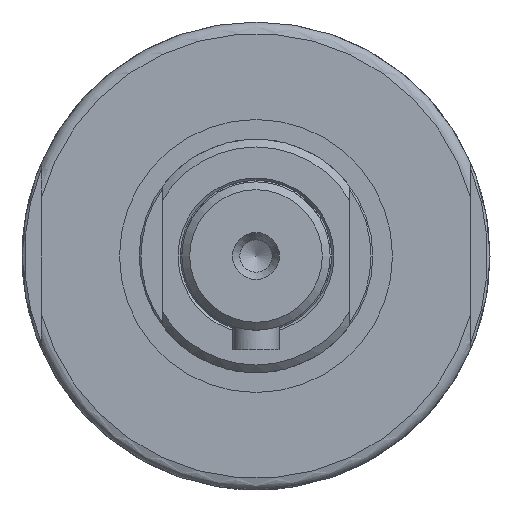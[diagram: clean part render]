
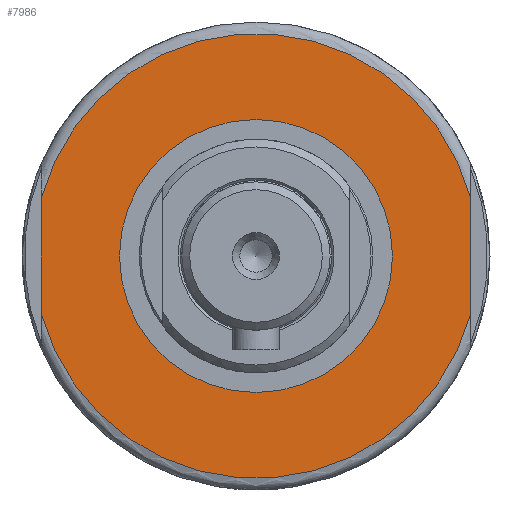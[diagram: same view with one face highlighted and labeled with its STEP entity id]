
A CAD part, left-side view. The second image highlights one B-rep face of the part: STEP entity #7986.
In plain terms, the highlighted planar face has unit normal (-1, 0, 0).
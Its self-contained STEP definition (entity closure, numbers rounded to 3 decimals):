
#146=FACE_BOUND('',#2580,.T.);
#779=LINE('',#13452,#1258);
#780=LINE('',#13453,#1259);
#1258=VECTOR('',#10984,10.);
#1259=VECTOR('',#10985,10.);
#2072=FACE_OUTER_BOUND('',#2579,.T.);
#2579=EDGE_LOOP('',(#6478,#6479,#6480,#6481));
#2580=EDGE_LOOP('',(#6482,#6483));
#3196=CIRCLE('',#8962,17.5);
#3197=CIRCLE('',#8963,17.5);
#3207=CIRCLE('',#8976,28.5);
#3210=CIRCLE('',#8980,28.5);
#3770=VERTEX_POINT('',#13354);
#3771=VERTEX_POINT('',#13356);
#3782=VERTEX_POINT('',#13383);
#3783=VERTEX_POINT('',#13398);
#3785=VERTEX_POINT('',#13417);
#3788=VERTEX_POINT('',#13435);
#4719=EDGE_CURVE('',#3771,#3770,#3196,.T.);
#4720=EDGE_CURVE('',#3770,#3771,#3197,.T.);
#4733=EDGE_CURVE('',#3782,#3783,#3207,.T.);
#4739=EDGE_CURVE('',#3788,#3785,#3210,.T.);
#4740=EDGE_CURVE('',#3782,#3785,#779,.T.);
#4741=EDGE_CURVE('',#3788,#3783,#780,.T.);
#6478=ORIENTED_EDGE('',*,*,#4740,.T.);
#6479=ORIENTED_EDGE('',*,*,#4739,.F.);
#6480=ORIENTED_EDGE('',*,*,#4741,.T.);
#6481=ORIENTED_EDGE('',*,*,#4733,.F.);
#6482=ORIENTED_EDGE('',*,*,#4719,.T.);
#6483=ORIENTED_EDGE('',*,*,#4720,.T.);
#7559=PLANE('',#8981);
#7986=ADVANCED_FACE('',(#2072,#146),#7559,.T.);
#8962=AXIS2_PLACEMENT_3D('',#13357,#10942,#10943);
#8963=AXIS2_PLACEMENT_3D('',#13358,#10944,#10945);
#8976=AXIS2_PLACEMENT_3D('',#13399,#10972,#10973);
#8980=AXIS2_PLACEMENT_3D('',#13450,#10980,#10981);
#8981=AXIS2_PLACEMENT_3D('',#13451,#10982,#10983);
#10942=DIRECTION('center_axis',(1.,0.,0.));
#10943=DIRECTION('ref_axis',(0.,0.,
1.));
#10944=DIRECTION('center_axis',(1.,0.,0.));
#10945=DIRECTION('ref_axis',(0.,0.,
1.));
#10972=DIRECTION('center_axis',(1.,0.,0.));
#10973=DIRECTION('ref_axis',(0.,0.,
1.));
#10980=DIRECTION('center_axis',(1.,0.,0.));
#10981=DIRECTION('ref_axis',(0.,0.,
1.));
#10982=DIRECTION('center_axis',(-1.,0.,0.));
#10983=DIRECTION('ref_axis',(0.,-1.,0.));
#10984=DIRECTION('',(0.,0.,1.));
#10985=DIRECTION('',(0.,0.,-1.));
#13354=CARTESIAN_POINT('',(-168.5,0.,-17.5));
#13356=CARTESIAN_POINT('',(-168.5,0.,17.5));
#13357=CARTESIAN_POINT('Origin',(-168.5,0.,0.));
#13358=CARTESIAN_POINT('Origin',(-168.5,0.,0.));
#13383=CARTESIAN_POINT('',(-168.5,-27.5,-7.483));
#13398=CARTESIAN_POINT('',(-168.5,27.5,-7.483));
#13399=CARTESIAN_POINT('Origin',(-168.5,0.,0.));
#13417=CARTESIAN_POINT('',(-168.5,-27.5,7.483));
#13435=CARTESIAN_POINT('',(-168.5,27.5,7.483));
#13450=CARTESIAN_POINT('Origin',(-168.5,0.,0.));
#13451=CARTESIAN_POINT('Origin',(-168.5,0.,23.));
#13452=CARTESIAN_POINT('',(-168.5,-27.5,24.063));
#13453=CARTESIAN_POINT('',(-168.5,27.5,-1.553));
